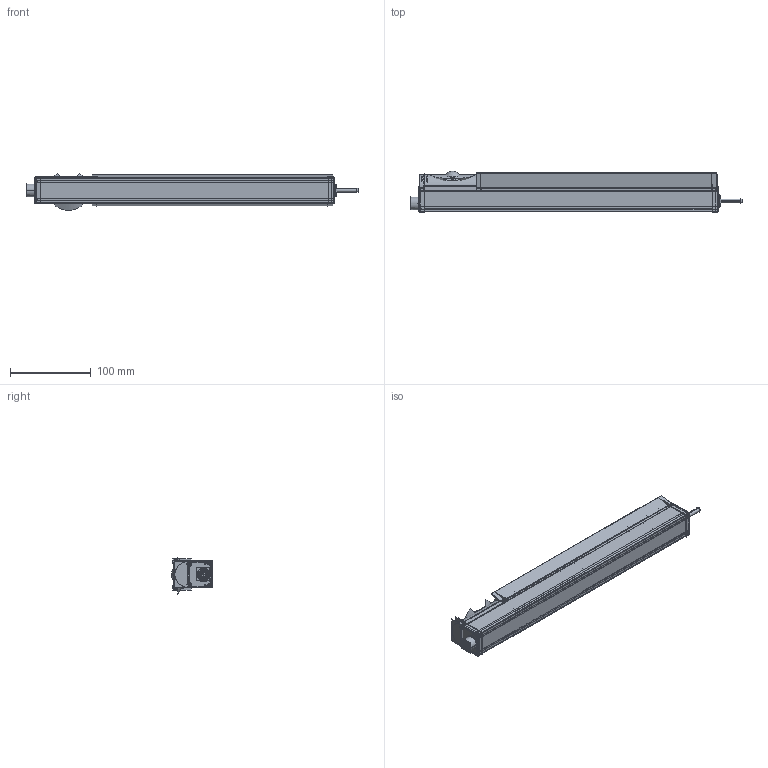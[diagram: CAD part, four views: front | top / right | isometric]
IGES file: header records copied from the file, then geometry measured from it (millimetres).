
Start section:  PTC IGES file: 192510.igs
Global section: file name: 192510.igs; native system: Creo Parametric by Parametric Technology Corporation; preprocessor: 2013230; author: pdmadmin; organization: Unknown; date: 20160104.142753; units: millimetre
Bounding box: 410.25 x 51.11 x 45.91 mm (x, y, z)
Volume: 155526.6 mm3; surface area: 1058499.7 mm2
Topology: 25 solids, 25 shells, 4010 faces, 21257 edges, 27223 vertices
Faces by surface type: revolution 2122, bspline 1884, extrusion 4
